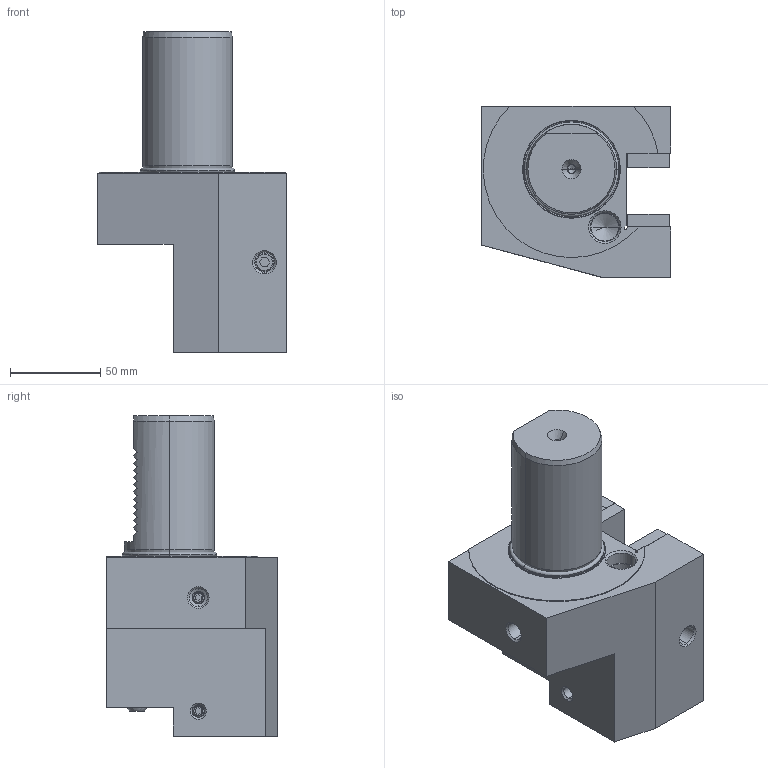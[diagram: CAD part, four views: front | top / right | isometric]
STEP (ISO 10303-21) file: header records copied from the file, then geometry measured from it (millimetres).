
FILE_DESCRIPTION (( 'STEP AP203' ), '1' );
FILE_NAME ('509.42.32.STEP', '2016-11-28T09:38:47', ( '' ), ( '' ), 'SwSTEP 2.0', 'SolidWorks 2012', '' );
FILE_SCHEMA (( 'CONFIG_CONTROL_DESIGN' ));
Products named in the file (13): 509.42.32; 管螺文螺絲; M16平頭螺絲25; 皿頭_M5; 出水銅嘴; O型環48.7; M6x25; M6x16; M8尖頭螺絲; 99x23x7; 84x23x8; 18x7.8; VDI50  C2
Assembly tree (14 placements, depth 2):
  509.42.32
    VDI50  C2
    18x7.8
    84x23x8
    99x23x7
    M6x16
    M6x25
    M8尖頭螺絲  x2
    M16平頭螺絲25  x2
    O型環48.7
    出水銅嘴
    皿頭_M5
    管螺文螺絲
Bounding box: 105 x 95 x 178 mm (x, y, z)
Volume: 749860.1 mm3; surface area: 102291.1 mm2
Topology: 31 solids, 31 shells, 705 faces, 1798 edges, 1159 vertices
Faces by surface type: cylinder 298, cone 168, plane 146, bspline 73, torus 18, sphere 2
Entity records: 80950 total; most frequent: CARTESIAN_POINT 66101, ORIENTED_EDGE 3226, DIRECTION 2274, EDGE_CURVE 1613, VERTEX_POINT 1042, AXIS2_PLACEMENT_3D 829, EDGE_LOOP 677, ADVANCED_FACE 641
